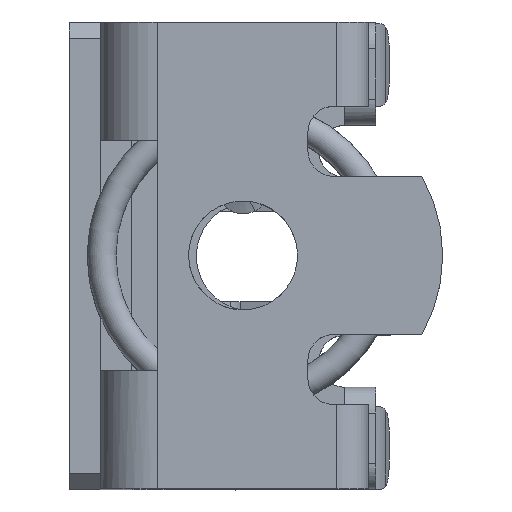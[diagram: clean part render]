
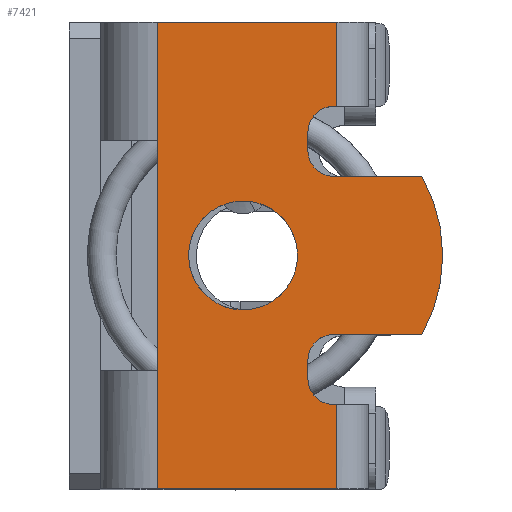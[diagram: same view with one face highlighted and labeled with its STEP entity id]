
A CAD part, top view. The second image highlights one B-rep face of the part: STEP entity #7421.
In plain terms, the highlighted planar face has unit normal (0, 0, 1).
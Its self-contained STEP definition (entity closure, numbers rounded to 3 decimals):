
#368=AXIS2_PLACEMENT_3D('Circle Axis2P3D',#366,#367,$) ;
#413=AXIS2_PLACEMENT_3D('Circle Axis2P3D',#411,#412,$) ;
#468=AXIS2_PLACEMENT_3D('Circle Axis2P3D',#466,#467,$) ;
#516=AXIS2_PLACEMENT_3D('Circle Axis2P3D',#514,#515,$) ;
#688=AXIS2_PLACEMENT_3D('Circle Axis2P3D',#686,#687,$) ;
#731=AXIS2_PLACEMENT_3D('Circle Axis2P3D',#729,#730,$) ;
#7395=AXIS2_PLACEMENT_3D('Plane Axis2P3D',#7392,#7393,#7394) ;
#107=CARTESIAN_POINT('Vertex',(8.543,7.993,25.911)) ;
#111=CARTESIAN_POINT('Control Point',(8.543,7.993,25.911)) ;
#112=CARTESIAN_POINT('Control Point',(8.859,8.572,25.911)) ;
#113=CARTESIAN_POINT('Control Point',(8.948,9.275,25.911)) ;
#114=CARTESIAN_POINT('Control Point',(8.741,9.983,25.911)) ;
#115=CARTESIAN_POINT('Control Point',(7.831,11.07,25.911)) ;
#116=CARTESIAN_POINT('Control Point',(6.425,11.248,25.911)) ;
#117=CARTESIAN_POINT('Control Point',(5.717,11.041,25.911)) ;
#118=CARTESIAN_POINT('Control Point',(5.173,10.586,25.911)) ;
#119=CARTESIAN_POINT('Control Point',(4.857,10.007,25.911)) ;
#120=CARTESIAN_POINT('Vertex',(4.857,10.007,25.911)) ;
#366=CARTESIAN_POINT('Axis2P3D Location',(6.7,9.,25.911)) ;
#408=CARTESIAN_POINT('Vertex',(13.598,12.05,25.911)) ;
#411=CARTESIAN_POINT('Axis2P3D Location',(8.2,9.,25.911)) ;
#415=CARTESIAN_POINT('Vertex',(13.598,5.95,25.911)) ;
#439=CARTESIAN_POINT('Vertex',(10.2,12.05,25.911)) ;
#442=CARTESIAN_POINT('Line Origine',(11.899,12.05,25.911)) ;
#463=CARTESIAN_POINT('Vertex',(9.2,13.05,25.911)) ;
#466=CARTESIAN_POINT('Axis2P3D Location',(10.2,13.05,25.911)) ;
#487=CARTESIAN_POINT('Vertex',(9.2,13.75,25.911)) ;
#490=CARTESIAN_POINT('Line Origine',(9.2,13.4,25.911)) ;
#511=CARTESIAN_POINT('Vertex',(10.2,14.75,25.911)) ;
#514=CARTESIAN_POINT('Axis2P3D Location',(10.2,13.75,25.911)) ;
#531=CARTESIAN_POINT('Line Origine',(10.26,14.75,25.911)) ;
#535=CARTESIAN_POINT('Vertex',(10.32,14.75,25.911)) ;
#559=CARTESIAN_POINT('Vertex',(3.4,18.,25.911)) ;
#562=CARTESIAN_POINT('Line Origine',(6.86,18.,25.911)) ;
#566=CARTESIAN_POINT('Vertex',(10.32,18.,25.911)) ;
#590=CARTESIAN_POINT('Vertex',(3.4,4.55,25.911)) ;
#593=CARTESIAN_POINT('Line Origine',(3.4,9.,25.911)) ;
#597=CARTESIAN_POINT('Vertex',(3.4,13.45,25.911)) ;
#621=CARTESIAN_POINT('Vertex',(10.32,0.,25.911)) ;
#624=CARTESIAN_POINT('Line Origine',(6.86,0.,25.911)) ;
#628=CARTESIAN_POINT('Vertex',(3.4,0.,25.911)) ;
#652=CARTESIAN_POINT('Vertex',(10.2,3.25,25.911)) ;
#655=CARTESIAN_POINT('Line Origine',(10.26,3.25,25.911)) ;
#659=CARTESIAN_POINT('Vertex',(10.32,3.25,25.911)) ;
#683=CARTESIAN_POINT('Vertex',(9.2,4.25,25.911)) ;
#686=CARTESIAN_POINT('Axis2P3D Location',(10.2,4.25,25.911)) ;
#702=CARTESIAN_POINT('Vertex',(9.2,4.95,25.911)) ;
#705=CARTESIAN_POINT('Line Origine',(9.2,4.6,25.911)) ;
#726=CARTESIAN_POINT('Vertex',(10.2,5.95,25.911)) ;
#729=CARTESIAN_POINT('Axis2P3D Location',(10.2,4.95,25.911)) ;
#746=CARTESIAN_POINT('Line Origine',(11.899,5.95,25.911)) ;
#908=CARTESIAN_POINT('Line Origine',(10.32,9.,25.911)) ;
#1001=CARTESIAN_POINT('Line Origine',(3.4,9.,25.911)) ;
#1071=CARTESIAN_POINT('Line Origine',(10.32,9.,25.911)) ;
#7258=CARTESIAN_POINT('Line Origine',(3.4,9.,25.911)) ;
#7392=CARTESIAN_POINT('Axis2P3D Location',(6.7,9.,25.911)) ;
#367=DIRECTION('Axis2P3D Direction',(0.,0.,-1.)) ;
#412=DIRECTION('Axis2P3D Direction',(0.,0.,1.)) ;
#443=DIRECTION('Vector Direction',(1.,0.,0.)) ;
#467=DIRECTION('Axis2P3D Direction',(0.,0.,1.)) ;
#491=DIRECTION('Vector Direction',(0.,1.,0.)) ;
#515=DIRECTION('Axis2P3D Direction',(0.,0.,1.)) ;
#532=DIRECTION('Vector Direction',(1.,0.,0.)) ;
#563=DIRECTION('Vector Direction',(-1.,0.,0.)) ;
#594=DIRECTION('Vector Direction',(0.,1.,0.)) ;
#625=DIRECTION('Vector Direction',(1.,0.,0.)) ;
#656=DIRECTION('Vector Direction',(1.,0.,0.)) ;
#687=DIRECTION('Axis2P3D Direction',(0.,0.,1.)) ;
#706=DIRECTION('Vector Direction',(0.,1.,0.)) ;
#730=DIRECTION('Axis2P3D Direction',(0.,0.,1.)) ;
#747=DIRECTION('Vector Direction',(1.,0.,0.)) ;
#909=DIRECTION('Vector Direction',(0.,-1.,0.)) ;
#1002=DIRECTION('Vector Direction',(0.,1.,0.)) ;
#1072=DIRECTION('Vector Direction',(0.,-1.,0.)) ;
#7259=DIRECTION('Vector Direction',(0.,1.,0.)) ;
#7393=DIRECTION('Axis2P3D Direction',(0.,0.,1.)) ;
#7394=DIRECTION('Axis2P3D XDirection',(1.,0.,0.)) ;
#444=VECTOR('Line Direction',#443,1.) ;
#492=VECTOR('Line Direction',#491,1.) ;
#533=VECTOR('Line Direction',#532,1.) ;
#564=VECTOR('Line Direction',#563,1.) ;
#595=VECTOR('Line Direction',#594,1.) ;
#626=VECTOR('Line Direction',#625,1.) ;
#657=VECTOR('Line Direction',#656,1.) ;
#707=VECTOR('Line Direction',#706,1.) ;
#748=VECTOR('Line Direction',#747,1.) ;
#910=VECTOR('Line Direction',#909,1.) ;
#1003=VECTOR('Line Direction',#1002,1.) ;
#1073=VECTOR('Line Direction',#1072,1.) ;
#7260=VECTOR('Line Direction',#7259,1.) ;
#7398=ORIENTED_EDGE('',*,*,#750,.T.) ;
#7399=ORIENTED_EDGE('',*,*,#417,.T.) ;
#7400=ORIENTED_EDGE('',*,*,#446,.T.) ;
#7401=ORIENTED_EDGE('',*,*,#470,.F.) ;
#7402=ORIENTED_EDGE('',*,*,#494,.T.) ;
#7403=ORIENTED_EDGE('',*,*,#518,.F.) ;
#7404=ORIENTED_EDGE('',*,*,#537,.T.) ;
#7405=ORIENTED_EDGE('',*,*,#912,.F.) ;
#7406=ORIENTED_EDGE('',*,*,#568,.T.) ;
#7407=ORIENTED_EDGE('',*,*,#7262,.F.) ;
#7408=ORIENTED_EDGE('',*,*,#599,.T.) ;
#7409=ORIENTED_EDGE('',*,*,#1005,.F.) ;
#7410=ORIENTED_EDGE('',*,*,#630,.T.) ;
#7411=ORIENTED_EDGE('',*,*,#1075,.T.) ;
#7412=ORIENTED_EDGE('',*,*,#661,.T.) ;
#7413=ORIENTED_EDGE('',*,*,#690,.F.) ;
#7414=ORIENTED_EDGE('',*,*,#709,.T.) ;
#7415=ORIENTED_EDGE('',*,*,#733,.F.) ;
#7418=ORIENTED_EDGE('',*,*,#370,.F.) ;
#7419=ORIENTED_EDGE('',*,*,#122,.F.) ;
#7420=FACE_BOUND('',#7417,.T.) ;
#7421=ADVANCED_FACE('V1',(#7416,#7420),#7396,.T.) ;
#110=B_SPLINE_CURVE_WITH_KNOTS('',5,(#111,#112,#113,#114,#115,#116,#117,#118,#119),.UNSPECIFIED.,.F.,.U.,(6,3,6),(-3.299,0.,3.299),.UNSPECIFIED.) ;
#369=CIRCLE('generated circle',#368,2.1) ;
#414=CIRCLE('generated circle',#413,6.2) ;
#469=CIRCLE('generated circle',#468,1.) ;
#517=CIRCLE('generated circle',#516,1.) ;
#689=CIRCLE('generated circle',#688,1.) ;
#732=CIRCLE('generated circle',#731,1.) ;
#122=EDGE_CURVE('',#108,#121,#110,.T.) ;
#370=EDGE_CURVE('',#121,#108,#369,.F.) ;
#417=EDGE_CURVE('',#416,#409,#414,.T.) ;
#446=EDGE_CURVE('',#409,#440,#445,.F.) ;
#470=EDGE_CURVE('',#464,#440,#469,.T.) ;
#494=EDGE_CURVE('',#464,#488,#493,.T.) ;
#518=EDGE_CURVE('',#512,#488,#517,.T.) ;
#537=EDGE_CURVE('',#512,#536,#534,.T.) ;
#568=EDGE_CURVE('',#567,#560,#565,.T.) ;
#599=EDGE_CURVE('',#598,#591,#596,.F.) ;
#630=EDGE_CURVE('',#629,#622,#627,.T.) ;
#661=EDGE_CURVE('',#660,#653,#658,.F.) ;
#690=EDGE_CURVE('',#684,#653,#689,.T.) ;
#709=EDGE_CURVE('',#684,#703,#708,.T.) ;
#733=EDGE_CURVE('',#727,#703,#732,.T.) ;
#750=EDGE_CURVE('',#727,#416,#749,.T.) ;
#912=EDGE_CURVE('',#567,#536,#911,.T.) ;
#1005=EDGE_CURVE('',#629,#591,#1004,.T.) ;
#1075=EDGE_CURVE('',#622,#660,#1074,.F.) ;
#7262=EDGE_CURVE('',#598,#560,#7261,.T.) ;
#7397=EDGE_LOOP('',(#7398,#7399,#7400,#7401,#7402,#7403,#7404,#7405,#7406,#7407,#7408,#7409,#7410,#7411,#7412,#7413,#7414,#7415)) ;
#7417=EDGE_LOOP('',(#7418,#7419)) ;
#7416=FACE_OUTER_BOUND('',#7397,.T.) ;
#445=LINE('Line',#442,#444) ;
#493=LINE('Line',#490,#492) ;
#534=LINE('Line',#531,#533) ;
#565=LINE('Line',#562,#564) ;
#596=LINE('Line',#593,#595) ;
#627=LINE('Line',#624,#626) ;
#658=LINE('Line',#655,#657) ;
#708=LINE('Line',#705,#707) ;
#749=LINE('Line',#746,#748) ;
#911=LINE('Line',#908,#910) ;
#1004=LINE('Line',#1001,#1003) ;
#1074=LINE('Line',#1071,#1073) ;
#7261=LINE('Line',#7258,#7260) ;
#7396=PLANE('',#7395) ;
#108=VERTEX_POINT('',#107) ;
#121=VERTEX_POINT('',#120) ;
#409=VERTEX_POINT('',#408) ;
#416=VERTEX_POINT('',#415) ;
#440=VERTEX_POINT('',#439) ;
#464=VERTEX_POINT('',#463) ;
#488=VERTEX_POINT('',#487) ;
#512=VERTEX_POINT('',#511) ;
#536=VERTEX_POINT('',#535) ;
#560=VERTEX_POINT('',#559) ;
#567=VERTEX_POINT('',#566) ;
#591=VERTEX_POINT('',#590) ;
#598=VERTEX_POINT('',#597) ;
#622=VERTEX_POINT('',#621) ;
#629=VERTEX_POINT('',#628) ;
#653=VERTEX_POINT('',#652) ;
#660=VERTEX_POINT('',#659) ;
#684=VERTEX_POINT('',#683) ;
#703=VERTEX_POINT('',#702) ;
#727=VERTEX_POINT('',#726) ;
